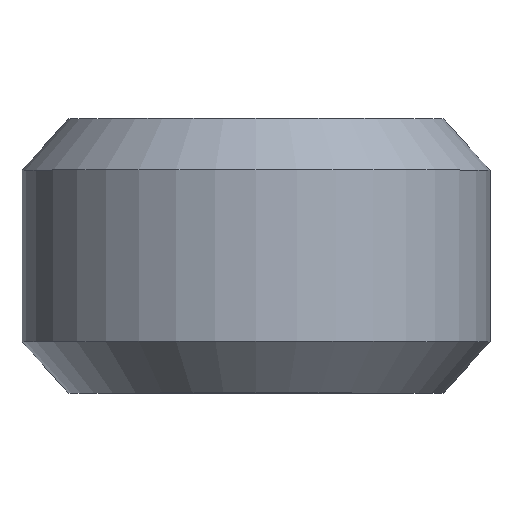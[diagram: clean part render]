
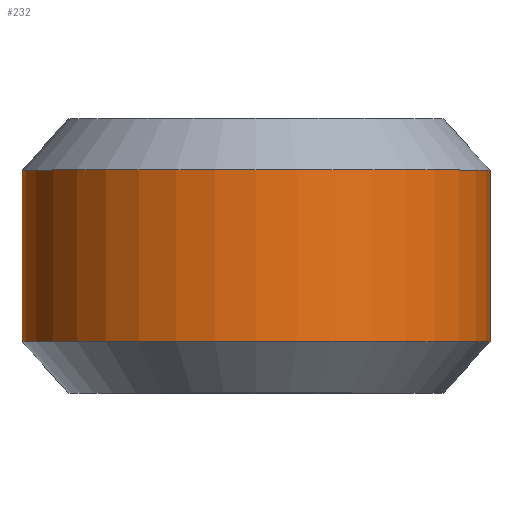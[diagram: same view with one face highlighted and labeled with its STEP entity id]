
A CAD part, top view. The second image highlights one B-rep face of the part: STEP entity #232.
In plain terms, the highlighted cylindrical face has radius 7.5 mm (diameter 15 mm), a full revolution.
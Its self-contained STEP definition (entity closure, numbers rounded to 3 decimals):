
#50=CYLINDRICAL_SURFACE('',#282,7.5);
#76=FACE_OUTER_BOUND('',#90,.T.);
#90=EDGE_LOOP('',(#215,#216,#217,#218,#219,#220));
#96=LINE('',#462,#102);
#102=VECTOR('',#371,7.5);
#105=CIRCLE('',#256,7.5);
#106=CIRCLE('',#257,7.5);
#121=CIRCLE('',#280,7.5);
#122=CIRCLE('',#281,7.5);
#125=VERTEX_POINT('',#412);
#126=VERTEX_POINT('',#414);
#141=VERTEX_POINT('',#456);
#142=VERTEX_POINT('',#457);
#146=EDGE_CURVE('',#125,#126,#105,.T.);
#147=EDGE_CURVE('',#126,#125,#106,.T.);
#165=EDGE_CURVE('',#141,#142,#121,.T.);
#166=EDGE_CURVE('',#142,#141,#122,.T.);
#168=EDGE_CURVE('',#125,#142,#96,.T.);
#215=ORIENTED_EDGE('',*,*,#147,.F.);
#216=ORIENTED_EDGE('',*,*,#146,.F.);
#217=ORIENTED_EDGE('',*,*,#168,.T.);
#218=ORIENTED_EDGE('',*,*,#166,.T.);
#219=ORIENTED_EDGE('',*,*,#165,.T.);
#220=ORIENTED_EDGE('',*,*,#168,.F.);
#232=ADVANCED_FACE('',(#76),#50,.T.);
#256=AXIS2_PLACEMENT_3D('',#415,#313,#314);
#257=AXIS2_PLACEMENT_3D('',#416,#315,#316);
#280=AXIS2_PLACEMENT_3D('',#458,#364,#365);
#281=AXIS2_PLACEMENT_3D('',#459,#366,#367);
#282=AXIS2_PLACEMENT_3D('',#461,#369,#370);
#313=DIRECTION('center_axis',(0.,-1.,0.));
#314=DIRECTION('ref_axis',(1.,0.,0.));
#315=DIRECTION('center_axis',(0.,-1.,0.));
#316=DIRECTION('ref_axis',(1.,0.,0.));
#364=DIRECTION('center_axis',(0.,-1.,0.));
#365=DIRECTION('ref_axis',(1.,0.,0.));
#366=DIRECTION('center_axis',(0.,-1.,0.));
#367=DIRECTION('ref_axis',(1.,0.,0.));
#369=DIRECTION('center_axis',(0.,-1.,0.));
#370=DIRECTION('ref_axis',(1.,0.,0.));
#371=DIRECTION('',(0.,1.,0.));
#412=CARTESIAN_POINT('',(-7.5,-2.75,0.));
#414=CARTESIAN_POINT('',(7.5,-2.75,0.));
#415=CARTESIAN_POINT('Origin',(0.,-2.75,0.));
#416=CARTESIAN_POINT('Origin',(0.,-2.75,0.));
#456=CARTESIAN_POINT('',(7.5,2.75,0.));
#457=CARTESIAN_POINT('',(-7.5,2.75,0.));
#458=CARTESIAN_POINT('Origin',(0.,2.75,0.));
#459=CARTESIAN_POINT('Origin',(0.,2.75,0.));
#461=CARTESIAN_POINT('Origin',(0.,0.,0.));
#462=CARTESIAN_POINT('',(-7.5,0.,0.));
